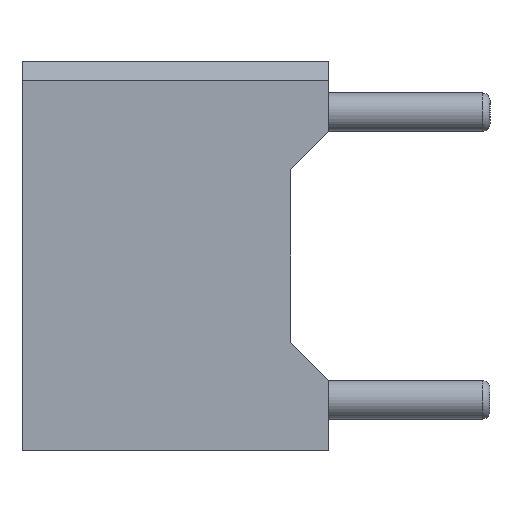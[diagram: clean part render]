
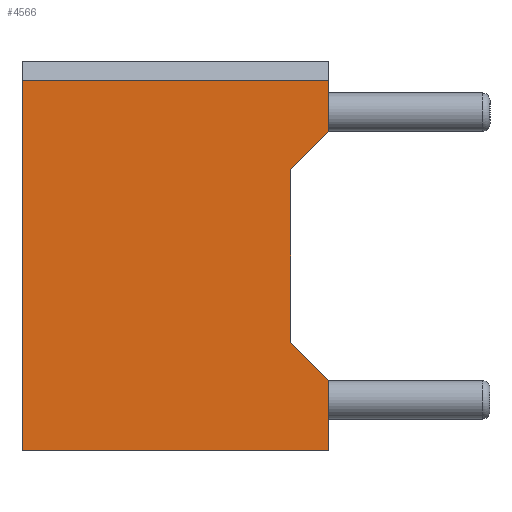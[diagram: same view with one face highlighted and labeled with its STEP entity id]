
A CAD part, left-side view. The second image highlights one B-rep face of the part: STEP entity #4566.
In plain terms, the highlighted planar face has unit normal (-1, 0, 0).
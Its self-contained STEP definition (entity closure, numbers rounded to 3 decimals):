
#245 = CARTESIAN_POINT ( 'NONE',  ( -12.7, 1., 2.25 ) ) ;
#319 = EDGE_CURVE ( 'NONE', #12030, #9847, #6158, .T. ) ;
#693 = DIRECTION ( 'NONE',  ( 0., 0., 1. ) ) ;
#1128 = ORIENTED_EDGE ( 'NONE', *, *, #2404, .T. ) ;
#1346 = EDGE_CURVE ( 'NONE', #12030, #15636, #11699, .T. ) ;
#1398 = VECTOR ( 'NONE', #8306, 1000. ) ;
#2180 = CARTESIAN_POINT ( 'NONE',  ( -12.7, 8., 4.58 ) ) ;
#2274 = DIRECTION ( 'NONE',  ( 0., 0., 1. ) ) ;
#2404 = EDGE_CURVE ( 'NONE', #15758, #7715, #13053, .T. ) ;
#2528 = EDGE_CURVE ( 'NONE', #15636, #15758, #6838, .T. ) ;
#2707 = CARTESIAN_POINT ( 'NONE',  ( -12.7, 0., -3.25 ) ) ;
#3185 = CARTESIAN_POINT ( 'NONE',  ( -12.7, 8., -5.08 ) ) ;
#3650 = LINE ( 'NONE', #245, #16048 ) ;
#3836 = CARTESIAN_POINT ( 'NONE',  ( -12.7, 8., 4.58 ) ) ;
#3860 = ORIENTED_EDGE ( 'NONE', *, *, #4289, .T. ) ;
#3870 = LINE ( 'NONE', #7245, #13729 ) ;
#3977 = CARTESIAN_POINT ( 'NONE',  ( -12.7, 1., -2.25 ) ) ;
#4289 = EDGE_CURVE ( 'NONE', #4966, #10450, #3650, .T. ) ;
#4513 = ORIENTED_EDGE ( 'NONE', *, *, #14353, .T. ) ;
#4566 = ADVANCED_FACE ( 'NONE', ( #15057 ), #5635, .F. ) ;
#4725 = CARTESIAN_POINT ( 'NONE',  ( -12.7, 1., 2.25 ) ) ;
#4966 = VERTEX_POINT ( 'NONE', #4725 ) ;
#5635 = PLANE ( 'NONE',  #9533 ) ;
#5711 = ORIENTED_EDGE ( 'NONE', *, *, #319, .F. ) ;
#5735 = DIRECTION ( 'NONE',  ( 1., 0., 0. ) ) ;
#5889 = LINE ( 'NONE', #9136, #12070 ) ;
#6158 = LINE ( 'NONE', #14692, #15647 ) ;
#6804 = EDGE_LOOP ( 'NONE', ( #4513, #14723, #5711, #14714, #15052, #1128, #13020, #3860 ) ) ;
#6838 = LINE ( 'NONE', #8106, #13404 ) ;
#6960 = DIRECTION ( 'NONE',  ( 0., 1., 0. ) ) ;
#7245 = CARTESIAN_POINT ( 'NONE',  ( -12.7, 1., -2.25 ) ) ;
#7650 = DIRECTION ( 'NONE',  ( 0., -0.707, 0.707 ) ) ;
#7715 = VERTEX_POINT ( 'NONE', #11922 ) ;
#8106 = CARTESIAN_POINT ( 'NONE',  ( -12.7, 0., -5.08 ) ) ;
#8306 = DIRECTION ( 'NONE',  ( 0., -1., 0. ) ) ;
#8506 = DIRECTION ( 'NONE',  ( 0., 0., 1. ) ) ;
#8538 = CARTESIAN_POINT ( 'NONE',  ( -12.7, 0., -5.08 ) ) ;
#9078 = VERTEX_POINT ( 'NONE', #9336 ) ;
#9136 = CARTESIAN_POINT ( 'NONE',  ( -12.7, 0., -5.08 ) ) ;
#9336 = CARTESIAN_POINT ( 'NONE',  ( -12.7, 0., 4.58 ) ) ;
#9533 = AXIS2_PLACEMENT_3D ( 'NONE', #3185, #5735, #14361 ) ;
#9847 = VERTEX_POINT ( 'NONE', #3836 ) ;
#10450 = VERTEX_POINT ( 'NONE', #10828 ) ;
#10828 = CARTESIAN_POINT ( 'NONE',  ( -12.7, 0., 3.25 ) ) ;
#11074 = LINE ( 'NONE', #2180, #13982 ) ;
#11569 = EDGE_CURVE ( 'NONE', #7715, #4966, #3870, .T. ) ;
#11679 = CARTESIAN_POINT ( 'NONE',  ( -12.7, 8., -5.08 ) ) ;
#11699 = LINE ( 'NONE', #13202, #1398 ) ;
#11922 = CARTESIAN_POINT ( 'NONE',  ( -12.7, 1., -2.25 ) ) ;
#12030 = VERTEX_POINT ( 'NONE', #11679 ) ;
#12070 = VECTOR ( 'NONE', #13937, 1000. ) ;
#13020 = ORIENTED_EDGE ( 'NONE', *, *, #11569, .T. ) ;
#13053 = LINE ( 'NONE', #3977, #14384 ) ;
#13202 = CARTESIAN_POINT ( 'NONE',  ( -12.7, 8., -5.08 ) ) ;
#13404 = VECTOR ( 'NONE', #693, 1000. ) ;
#13729 = VECTOR ( 'NONE', #2274, 1000. ) ;
#13863 = DIRECTION ( 'NONE',  ( 0., 0.707, 0.707 ) ) ;
#13937 = DIRECTION ( 'NONE',  ( 0., 0., 1. ) ) ;
#13982 = VECTOR ( 'NONE', #6960, 1000. ) ;
#14353 = EDGE_CURVE ( 'NONE', #10450, #9078, #5889, .T. ) ;
#14361 = DIRECTION ( 'NONE',  ( 0., 0., -1. ) ) ;
#14384 = VECTOR ( 'NONE', #13863, 1000. ) ;
#14511 = EDGE_CURVE ( 'NONE', #9078, #9847, #11074, .T. ) ;
#14692 = CARTESIAN_POINT ( 'NONE',  ( -12.7, 8., -5.08 ) ) ;
#14714 = ORIENTED_EDGE ( 'NONE', *, *, #1346, .T. ) ;
#14723 = ORIENTED_EDGE ( 'NONE', *, *, #14511, .T. ) ;
#15052 = ORIENTED_EDGE ( 'NONE', *, *, #2528, .T. ) ;
#15057 = FACE_OUTER_BOUND ( 'NONE', #6804, .T. ) ;
#15636 = VERTEX_POINT ( 'NONE', #8538 ) ;
#15647 = VECTOR ( 'NONE', #8506, 1000. ) ;
#15758 = VERTEX_POINT ( 'NONE', #2707 ) ;
#16048 = VECTOR ( 'NONE', #7650, 1000. ) ;
